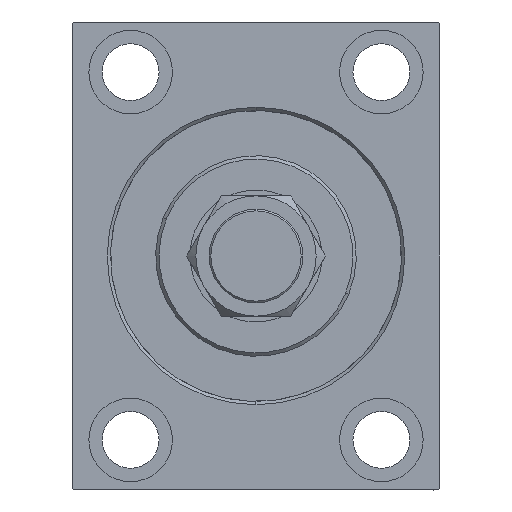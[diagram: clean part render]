
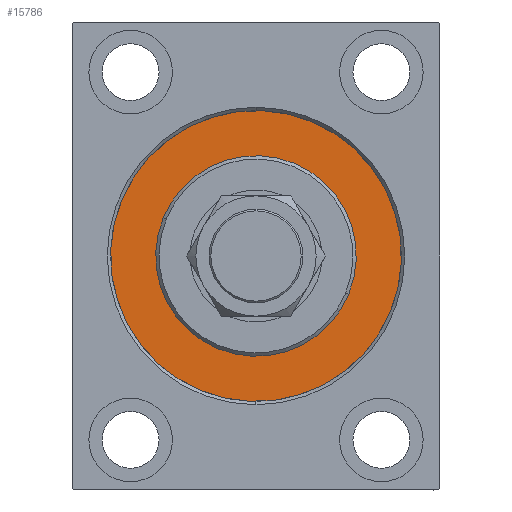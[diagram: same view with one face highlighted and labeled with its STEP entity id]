
A CAD part, left-side view. The second image highlights one B-rep face of the part: STEP entity #15786.
In plain terms, the highlighted face is planar.
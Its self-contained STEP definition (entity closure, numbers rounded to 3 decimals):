
#5149 = CARTESIAN_POINT ( 'NONE',  ( 0., 0., 0. ) ) ;
#5262 = VERTEX_POINT ( 'NONE', #29890 ) ;
#6061 = CARTESIAN_POINT ( 'NONE',  ( 0., 0., 43.5 ) ) ;
#7526 = CARTESIAN_POINT ( 'NONE',  ( 0., 0., 0. ) ) ;
#7970 = EDGE_CURVE ( 'NONE', #38870, #5262, #18940, .T. ) ;
#10610 = EDGE_LOOP ( 'NONE', ( #32295, #19776 ) ) ;
#11041 = FACE_BOUND ( 'NONE', #39685, .T. ) ;
#11859 = DIRECTION ( 'NONE',  ( -1., 0., 0. ) ) ;
#13287 = ORIENTED_EDGE ( 'NONE', *, *, #14401, .F. ) ;
#14401 = EDGE_CURVE ( 'NONE', #40817, #34507, #42063, .T. ) ;
#15786 = ADVANCED_FACE ( 'NONE', ( #11041, #43490 ), #18274, .F. ) ;
#16660 = DIRECTION ( 'NONE',  ( 0., 0., 1. ) ) ;
#16888 = CARTESIAN_POINT ( 'NONE',  ( 0., 0., 0. ) ) ;
#16951 = AXIS2_PLACEMENT_3D ( 'NONE', #19326, #11859, #40325 ) ;
#18274 = PLANE ( 'NONE',  #24973 ) ;
#18940 = CIRCLE ( 'NONE', #45028, 43.5 ) ;
#19326 = CARTESIAN_POINT ( 'NONE',  ( 0., 0., 0. ) ) ;
#19776 = ORIENTED_EDGE ( 'NONE', *, *, #7970, .F. ) ;
#20160 = DIRECTION ( 'NONE',  ( -1., 0., 0. ) ) ;
#22678 = DIRECTION ( 'NONE',  ( 0., 0., -1. ) ) ;
#22990 = CIRCLE ( 'NONE', #34142, 30. ) ;
#23267 = DIRECTION ( 'NONE',  ( 1., 0., 0. ) ) ;
#24973 = AXIS2_PLACEMENT_3D ( 'NONE', #7526, #29474, #36021 ) ;
#26663 = CIRCLE ( 'NONE', #16951, 43.5 ) ;
#26770 = CARTESIAN_POINT ( 'NONE',  ( 0., 0., 0. ) ) ;
#27728 = EDGE_CURVE ( 'NONE', #34507, #40817, #22990, .T. ) ;
#28998 = CARTESIAN_POINT ( 'NONE',  ( 0., 0., 30. ) ) ;
#29474 = DIRECTION ( 'NONE',  ( -1., 0., 0. ) ) ;
#29890 = CARTESIAN_POINT ( 'NONE',  ( 0., 0., -43.5 ) ) ;
#30157 = AXIS2_PLACEMENT_3D ( 'NONE', #26770, #23267, #37517 ) ;
#32295 = ORIENTED_EDGE ( 'NONE', *, *, #46253, .F. ) ;
#33641 = DIRECTION ( 'NONE',  ( 1., 0., 0. ) ) ;
#34142 = AXIS2_PLACEMENT_3D ( 'NONE', #5149, #33641, #22678 ) ;
#34507 = VERTEX_POINT ( 'NONE', #44912 ) ;
#35922 = ORIENTED_EDGE ( 'NONE', *, *, #27728, .F. ) ;
#36021 = DIRECTION ( 'NONE',  ( 0., 0., 1. ) ) ;
#37517 = DIRECTION ( 'NONE',  ( 0., 0., -1. ) ) ;
#38870 = VERTEX_POINT ( 'NONE', #6061 ) ;
#39685 = EDGE_LOOP ( 'NONE', ( #13287, #35922 ) ) ;
#40325 = DIRECTION ( 'NONE',  ( 0., 0., 1. ) ) ;
#40817 = VERTEX_POINT ( 'NONE', #28998 ) ;
#42063 = CIRCLE ( 'NONE', #30157, 30. ) ;
#43490 = FACE_OUTER_BOUND ( 'NONE', #10610, .T. ) ;
#44912 = CARTESIAN_POINT ( 'NONE',  ( 0., 0., -30. ) ) ;
#45028 = AXIS2_PLACEMENT_3D ( 'NONE', #16888, #20160, #16660 ) ;
#46253 = EDGE_CURVE ( 'NONE', #5262, #38870, #26663, .T. ) ;
